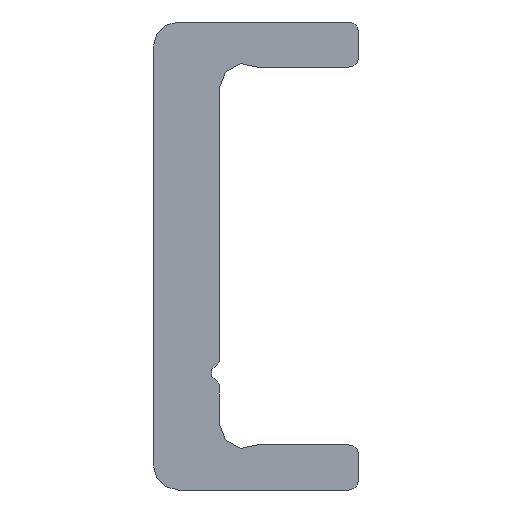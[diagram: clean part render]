
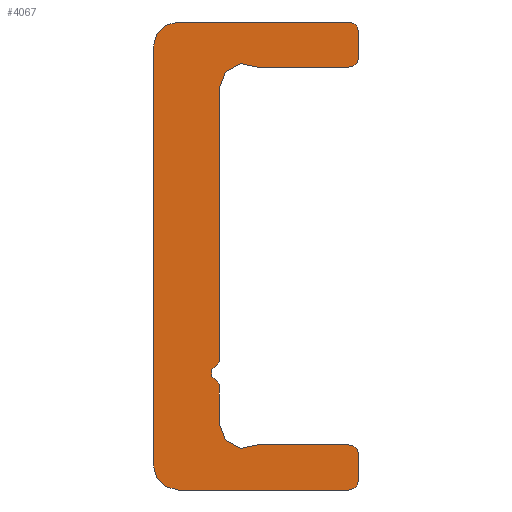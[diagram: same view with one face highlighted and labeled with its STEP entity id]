
A CAD part, left-side view. The second image highlights one B-rep face of the part: STEP entity #4067.
In plain terms, the highlighted planar face has unit normal (-1, 0, 0).
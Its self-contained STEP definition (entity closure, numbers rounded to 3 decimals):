
#3144=CARTESIAN_POINT('',(0.0,-6.15,-13.4));
#3145=VERTEX_POINT('',#3144);
#3152=CARTESIAN_POINT('',(0.0,-5.55,-14.));
#3153=VERTEX_POINT('',#3152);
#3154=CARTESIAN_POINT('',(0.0,-5.55,-13.4));
#3155=DIRECTION('',(1.0,0.0,0.0));
#3156=DIRECTION('',(0.0,-1.0,0.0));
#3157=AXIS2_PLACEMENT_3D('',#3154,#3155,#3156);
#3158=CIRCLE('',#3157,0.6);
#3159=EDGE_CURVE('',#3145,#3153,#3158,.T.);
#3183=CARTESIAN_POINT('',(0.0,-6.15,-11.9));
#3184=VERTEX_POINT('',#3183);
#3191=CARTESIAN_POINT('',(0.0,-6.15,-11.9));
#3192=DIRECTION('',(0.0,0.0,-1.0));
#3193=VECTOR('',#3192,1.5);
#3194=LINE('',#3191,#3193);
#3195=EDGE_CURVE('',#3184,#3145,#3194,.T.);
#3215=CARTESIAN_POINT('',(0.0,-5.55,-11.3));
#3216=VERTEX_POINT('',#3215);
#3223=CARTESIAN_POINT('',(0.0,-5.55,-11.9));
#3224=DIRECTION('',(1.0,0.0,0.0));
#3225=DIRECTION('',(0.0,0.0,1.0));
#3226=AXIS2_PLACEMENT_3D('',#3223,#3224,#3225);
#3227=CIRCLE('',#3226,0.6);
#3228=EDGE_CURVE('',#3216,#3184,#3227,.T.);
#3247=CARTESIAN_POINT('',(0.0,-0.098,-11.3));
#3248=VERTEX_POINT('',#3247);
#3255=CARTESIAN_POINT('',(0.0,-0.098,-11.3));
#3256=DIRECTION('',(0.0,-1.0,0.0));
#3257=VECTOR('',#3256,5.452);
#3258=LINE('',#3255,#3257);
#3259=EDGE_CURVE('',#3248,#3216,#3258,.T.);
#3279=CARTESIAN_POINT('',(0.0,2.2,-10.03));
#3280=VERTEX_POINT('',#3279);
#3287=CARTESIAN_POINT('',(0.0,0.7,-10.03));
#3288=DIRECTION('',(-1.0,0.0,0.0));
#3289=DIRECTION('',(0.0,0.532,0.847));
#3290=AXIS2_PLACEMENT_3D('',#3287,#3288,#3289);
#3291=CIRCLE('',#3290,1.5);
#3292=EDGE_CURVE('',#3280,#3248,#3291,.T.);
#3311=CARTESIAN_POINT('',(0.0,2.2,-7.707));
#3312=VERTEX_POINT('',#3311);
#3319=CARTESIAN_POINT('',(0.0,2.2,-7.707));
#3320=DIRECTION('',(0.0,0.0,-1.0));
#3321=VECTOR('',#3320,2.323);
#3322=LINE('',#3319,#3321);
#3323=EDGE_CURVE('',#3312,#3280,#3322,.T.);
#3343=CARTESIAN_POINT('',(0.0,2.367,-7.471));
#3344=VERTEX_POINT('',#3343);
#3351=CARTESIAN_POINT('',(0.0,2.45,-7.707));
#3352=DIRECTION('',(1.0,0.0,0.0));
#3353=DIRECTION('',(0.0,-0.333,0.943));
#3354=AXIS2_PLACEMENT_3D('',#3351,#3352,#3353);
#3355=CIRCLE('',#3354,0.25);
#3356=EDGE_CURVE('',#3344,#3312,#3355,.T.);
#3376=CARTESIAN_POINT('',(0.0,2.367,-6.529));
#3377=VERTEX_POINT('',#3376);
#3384=CARTESIAN_POINT('',(0.0,2.2,-7.));
#3385=DIRECTION('',(-1.0,0.0,0.0));
#3386=DIRECTION('',(0.0,-0.333,0.943));
#3387=AXIS2_PLACEMENT_3D('',#3384,#3385,#3386);
#3388=CIRCLE('',#3387,0.5);
#3389=EDGE_CURVE('',#3377,#3344,#3388,.T.);
#3409=CARTESIAN_POINT('',(0.0,2.2,-6.293));
#3410=VERTEX_POINT('',#3409);
#3417=CARTESIAN_POINT('',(0.0,2.45,-6.293));
#3418=DIRECTION('',(1.0,0.0,0.0));
#3419=DIRECTION('',(0.0,-1.0,0.0));
#3420=AXIS2_PLACEMENT_3D('',#3417,#3418,#3419);
#3421=CIRCLE('',#3420,0.25);
#3422=EDGE_CURVE('',#3410,#3377,#3421,.T.);
#3441=CARTESIAN_POINT('',(0.0,2.2,10.03));
#3442=VERTEX_POINT('',#3441);
#3449=CARTESIAN_POINT('',(0.0,2.2,10.03));
#3450=DIRECTION('',(0.0,0.0,-1.0));
#3451=VECTOR('',#3450,16.323);
#3452=LINE('',#3449,#3451);
#3453=EDGE_CURVE('',#3442,#3410,#3452,.T.);
#3608=CARTESIAN_POINT('',(0.0,-0.098,11.3));
#3609=VERTEX_POINT('',#3608);
#3616=CARTESIAN_POINT('',(0.0,0.7,10.03));
#3617=DIRECTION('',(-1.0,0.0,0.0));
#3618=DIRECTION('',(0.0,-1.0,0.0));
#3619=AXIS2_PLACEMENT_3D('',#3616,#3617,#3618);
#3620=CIRCLE('',#3619,1.5);
#3621=EDGE_CURVE('',#3609,#3442,#3620,.T.);
#3640=CARTESIAN_POINT('',(0.0,-5.55,11.3));
#3641=VERTEX_POINT('',#3640);
#3648=CARTESIAN_POINT('',(0.0,-5.55,11.3));
#3649=DIRECTION('',(0.0,1.0,0.0));
#3650=VECTOR('',#3649,5.452);
#3651=LINE('',#3648,#3650);
#3652=EDGE_CURVE('',#3641,#3609,#3651,.T.);
#3672=CARTESIAN_POINT('',(0.0,-6.15,11.9));
#3673=VERTEX_POINT('',#3672);
#3680=CARTESIAN_POINT('',(0.0,-5.55,11.9));
#3681=DIRECTION('',(1.0,0.0,0.0));
#3682=DIRECTION('',(0.0,-1.0,0.0));
#3683=AXIS2_PLACEMENT_3D('',#3680,#3681,#3682);
#3684=CIRCLE('',#3683,0.6);
#3685=EDGE_CURVE('',#3673,#3641,#3684,.T.);
#3704=CARTESIAN_POINT('',(0.0,-6.15,13.4));
#3705=VERTEX_POINT('',#3704);
#3712=CARTESIAN_POINT('',(0.0,-6.15,13.4));
#3713=DIRECTION('',(0.0,0.0,-1.0));
#3714=VECTOR('',#3713,1.5);
#3715=LINE('',#3712,#3714);
#3716=EDGE_CURVE('',#3705,#3673,#3715,.T.);
#3736=CARTESIAN_POINT('',(0.0,-5.55,14.));
#3737=VERTEX_POINT('',#3736);
#3744=CARTESIAN_POINT('',(0.0,-5.55,13.4));
#3745=DIRECTION('',(1.0,0.0,0.0));
#3746=DIRECTION('',(0.0,0.0,1.0));
#3747=AXIS2_PLACEMENT_3D('',#3744,#3745,#3746);
#3748=CIRCLE('',#3747,0.6);
#3749=EDGE_CURVE('',#3737,#3705,#3748,.T.);
#3768=CARTESIAN_POINT('',(0.0,4.65,14.));
#3769=VERTEX_POINT('',#3768);
#3776=CARTESIAN_POINT('',(0.0,4.65,14.));
#3777=DIRECTION('',(0.0,-1.0,0.0));
#3778=VECTOR('',#3777,10.2);
#3779=LINE('',#3776,#3778);
#3780=EDGE_CURVE('',#3769,#3737,#3779,.T.);
#3800=CARTESIAN_POINT('',(0.0,6.15,12.5));
#3801=VERTEX_POINT('',#3800);
#3808=CARTESIAN_POINT('',(0.0,4.65,12.5));
#3809=DIRECTION('',(1.0,0.0,0.0));
#3810=DIRECTION('',(0.0,1.0,0.0));
#3811=AXIS2_PLACEMENT_3D('',#3808,#3809,#3810);
#3812=CIRCLE('',#3811,1.5);
#3813=EDGE_CURVE('',#3801,#3769,#3812,.T.);
#3832=CARTESIAN_POINT('',(0.0,6.15,-12.5));
#3833=VERTEX_POINT('',#3832);
#3840=CARTESIAN_POINT('',(0.0,6.15,-12.5));
#3841=DIRECTION('',(0.0,0.0,1.0));
#3842=VECTOR('',#3841,25.);
#3843=LINE('',#3840,#3842);
#3844=EDGE_CURVE('',#3833,#3801,#3843,.T.);
#3999=CARTESIAN_POINT('',(0.0,4.65,-14.));
#4000=VERTEX_POINT('',#3999);
#4007=CARTESIAN_POINT('',(0.0,4.65,-12.5));
#4008=DIRECTION('',(1.0,0.0,0.0));
#4009=DIRECTION('',(0.0,0.0,-1.0));
#4010=AXIS2_PLACEMENT_3D('',#4007,#4008,#4009);
#4011=CIRCLE('',#4010,1.5);
#4012=EDGE_CURVE('',#4000,#3833,#4011,.T.);
#4030=CARTESIAN_POINT('',(0.0,-5.55,-14.));
#4031=DIRECTION('',(0.0,1.0,0.0));
#4032=VECTOR('',#4031,10.2);
#4033=LINE('',#4030,#4032);
#4034=EDGE_CURVE('',#3153,#4000,#4033,.T.);
#4040=CARTESIAN_POINT('',(0.0,1.616,-0.032));
#4041=DIRECTION('',(1.0,0.0,0.0));
#4042=DIRECTION('',(0.0,0.0,-1.0));
#4043=AXIS2_PLACEMENT_3D('',#4040,#4041,#4042);
#4044=PLANE('',#4043);
#4045=ORIENTED_EDGE('',*,*,#4034,.F.);
#4046=ORIENTED_EDGE('',*,*,#3159,.F.);
#4047=ORIENTED_EDGE('',*,*,#3195,.F.);
#4048=ORIENTED_EDGE('',*,*,#3228,.F.);
#4049=ORIENTED_EDGE('',*,*,#3259,.F.);
#4050=ORIENTED_EDGE('',*,*,#3292,.F.);
#4051=ORIENTED_EDGE('',*,*,#3323,.F.);
#4052=ORIENTED_EDGE('',*,*,#3356,.F.);
#4053=ORIENTED_EDGE('',*,*,#3389,.F.);
#4054=ORIENTED_EDGE('',*,*,#3422,.F.);
#4055=ORIENTED_EDGE('',*,*,#3453,.F.);
#4056=ORIENTED_EDGE('',*,*,#3621,.F.);
#4057=ORIENTED_EDGE('',*,*,#3652,.F.);
#4058=ORIENTED_EDGE('',*,*,#3685,.F.);
#4059=ORIENTED_EDGE('',*,*,#3716,.F.);
#4060=ORIENTED_EDGE('',*,*,#3749,.F.);
#4061=ORIENTED_EDGE('',*,*,#3780,.F.);
#4062=ORIENTED_EDGE('',*,*,#3813,.F.);
#4063=ORIENTED_EDGE('',*,*,#3844,.F.);
#4064=ORIENTED_EDGE('',*,*,#4012,.F.);
#4065=EDGE_LOOP('',(#4045,#4046,#4047,#4048,#4049,#4050,#4051,#4052,#4053,#4054,#4055,#4056,#4057,#4058,#4059,#4060,#4061,#4062,#4063,#4064));
#4066=FACE_OUTER_BOUND('',#4065,.T.);
#4067=ADVANCED_FACE('',(#4066),#4044,.F.);
